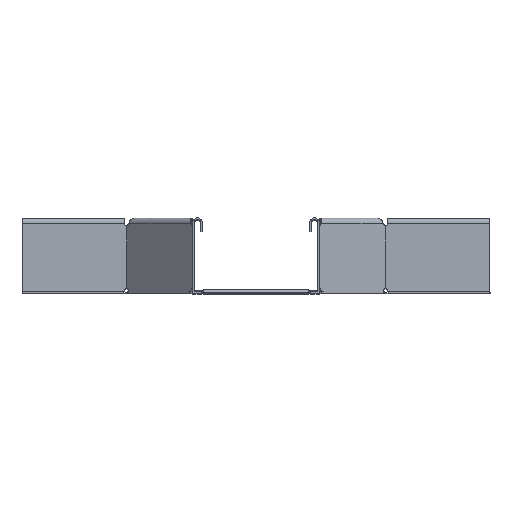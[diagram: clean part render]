
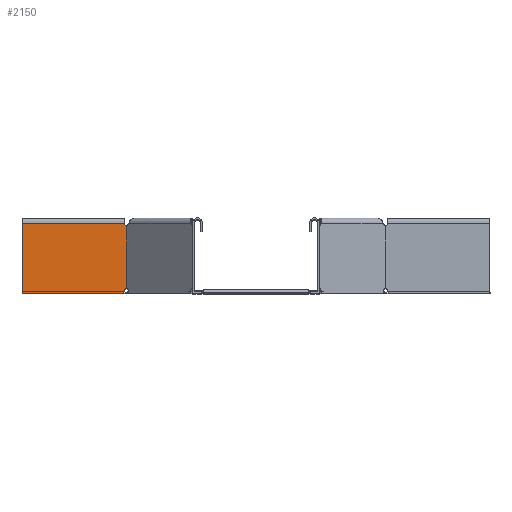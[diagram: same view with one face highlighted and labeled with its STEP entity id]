
A CAD part, top view. The second image highlights one B-rep face of the part: STEP entity #2150.
In plain terms, the highlighted face is planar.
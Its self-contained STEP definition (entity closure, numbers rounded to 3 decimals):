
#30 = FACE_OUTER_BOUND ( 'NONE', #1777, .T. ) ;
#47 = CARTESIAN_POINT ( 'NONE',  ( -16.639, 0.772, -151.577 ) ) ;
#223 = EDGE_CURVE ( 'NONE', #3104, #1597, #4328, .T. ) ;
#315 = CARTESIAN_POINT ( 'NONE',  ( -16.367, 1.573, -151.305 ) ) ;
#321 = CARTESIAN_POINT ( 'NONE',  ( -15., 0., -149.938 ) ) ;
#428 = ORIENTED_EDGE ( 'NONE', *, *, #1276, .F. ) ;
#463 = CARTESIAN_POINT ( 'NONE',  ( -70.994, 1.75, -205.932 ) ) ;
#517 = CARTESIAN_POINT ( 'NONE',  ( -16.742, 0.385, -151.68 ) ) ;
#519 = CARTESIAN_POINT ( 'NONE',  ( -15.146, 3.716, -150.084 ) ) ;
#525 = CARTESIAN_POINT ( 'NONE',  ( -15.122, 51.276, -150.061 ) ) ;
#550 = CARTESIAN_POINT ( 'NONE',  ( -16.612, 0.862, -151.55 ) ) ;
#558 = CARTESIAN_POINT ( 'NONE',  ( -15.146, 51.284, -150.084 ) ) ;
#676 = DIRECTION ( 'NONE',  ( 0., -1., 0. ) ) ;
#914 = CARTESIAN_POINT ( 'NONE',  ( -16.299, 1.75, -151.237 ) ) ;
#929 = VERTEX_POINT ( 'NONE', #5996 ) ;
#941 = ORIENTED_EDGE ( 'NONE', *, *, #1741, .F. ) ;
#948 = LINE ( 'NONE', #2986, #4594 ) ;
#1021 = CARTESIAN_POINT ( 'NONE',  ( -16.822, 0., -151.76 ) ) ;
#1052 = CARTESIAN_POINT ( 'NONE',  ( -16.481, 1.26, -151.419 ) ) ;
#1060 = VECTOR ( 'NONE', #3512, 1000. ) ;
#1137 = LINE ( 'NONE', #5533, #4792 ) ;
#1214 = CARTESIAN_POINT ( 'NONE',  ( -16.458, 1.325, -151.396 ) ) ;
#1276 = EDGE_CURVE ( 'NONE', #3787, #1597, #2479, .T. ) ;
#1281 = B_SPLINE_CURVE_WITH_KNOTS ( 'NONE', 3,
 ( #3561, #4445, #3948, #3504 ),
 .UNSPECIFIED., .F., .F.,
 ( 4, 4 ),
 ( 0., 1. ),
 .UNSPECIFIED. ) ;
#1285 = ORIENTED_EDGE ( 'NONE', *, *, #4584, .T. ) ;
#1416 = DIRECTION ( 'NONE',  ( 0.707, 0., -0.707 ) ) ;
#1495 = CARTESIAN_POINT ( 'NONE',  ( -16.623, 0.826, -151.561 ) ) ;
#1496 = ORIENTED_EDGE ( 'NONE', *, *, #1508, .T. ) ;
#1508 = EDGE_CURVE ( 'NONE', #2341, #3104, #1137, .T. ) ;
#1509 = DIRECTION ( 'NONE',  ( 0., -1., 0. ) ) ;
#1570 = LINE ( 'NONE', #4575, #1060 ) ;
#1597 = VERTEX_POINT ( 'NONE', #914 ) ;
#1659 = AXIS2_PLACEMENT_3D ( 'NONE', #2297, #5928, #2736 ) ;
#1741 = EDGE_CURVE ( 'NONE', #2486, #929, #948, .T. ) ;
#1777 = EDGE_LOOP ( 'NONE', ( #428, #4010, #4844, #3427, #3952, #4692, #941, #1285, #1496, #2812 ) ) ;
#1972 = CARTESIAN_POINT ( 'NONE',  ( -16.606, 0.882, -151.544 ) ) ;
#2011 = CARTESIAN_POINT ( 'NONE',  ( -15.031, 51.25, -149.969 ) ) ;
#2064 = AXIS2_PLACEMENT_3D ( 'NONE', #4391, #1416, #1509 ) ;
#2150 = ADVANCED_FACE ( 'NONE', ( #30 ), #3956, .F. ) ;
#2205 = CARTESIAN_POINT ( 'NONE',  ( -16.822, 0., -151.76 ) ) ;
#2212 = CARTESIAN_POINT ( 'NONE',  ( -70.994, 0., -205.932 ) ) ;
#2256 = EDGE_CURVE ( 'NONE', #2458, #929, #1570, .T. ) ;
#2297 = CARTESIAN_POINT ( 'NONE',  ( -14.885, 1.75, -149.823 ) ) ;
#2341 = VERTEX_POINT ( 'NONE', #2212 ) ;
#2418 = DIRECTION ( 'NONE',  ( 0., 1., 0. ) ) ;
#2458 = VERTEX_POINT ( 'NONE', #3797 ) ;
#2459 = VECTOR ( 'NONE', #676, 1000. ) ;
#2479 = CIRCLE ( 'NONE', #1659, 2. ) ;
#2486 = VERTEX_POINT ( 'NONE', #463 ) ;
#2496 = AXIS2_PLACEMENT_3D ( 'NONE', #3206, #2794, #3297 ) ;
#2515 = CARTESIAN_POINT ( 'NONE',  ( -16.463, 1.309, -151.401 ) ) ;
#2605 = DIRECTION ( 'NONE',  ( 0.707, 0., 0.707 ) ) ;
#2736 = DIRECTION ( 'NONE',  ( 0., -1., 0. ) ) ;
#2794 = DIRECTION ( 'NONE',  ( -0.707, 0., 0.707 ) ) ;
#2812 = ORIENTED_EDGE ( 'NONE', *, *, #223, .T. ) ;
#2883 = CARTESIAN_POINT ( 'NONE',  ( -15., 3.75, -149.938 ) ) ;
#2916 = EDGE_CURVE ( 'NONE', #4710, #4947, #5769, .T. ) ;
#2920 = CARTESIAN_POINT ( 'NONE',  ( -15.135, 51.28, -150.073 ) ) ;
#2954 = VERTEX_POINT ( 'NONE', #2883 ) ;
#2986 = CARTESIAN_POINT ( 'NONE',  ( -70.994, 0., -205.932 ) ) ;
#2999 = CARTESIAN_POINT ( 'NONE',  ( -16.469, 1.294, -151.407 ) ) ;
#3104 = VERTEX_POINT ( 'NONE', #2205 ) ;
#3206 = CARTESIAN_POINT ( 'NONE',  ( -14.885, 53.25, -149.823 ) ) ;
#3296 = EDGE_CURVE ( 'NONE', #2458, #4710, #4404, .T. ) ;
#3297 = DIRECTION ( 'NONE',  ( 0., 1., 0. ) ) ;
#3383 = CARTESIAN_POINT ( 'NONE',  ( -15.075, 51.262, -150.013 ) ) ;
#3427 = ORIENTED_EDGE ( 'NONE', *, *, #2916, .F. ) ;
#3436 = CARTESIAN_POINT ( 'NONE',  ( -16.548, 1.066, -151.486 ) ) ;
#3460 = CARTESIAN_POINT ( 'NONE',  ( -16.504, 1.194, -151.442 ) ) ;
#3504 = CARTESIAN_POINT ( 'NONE',  ( -15., 3.75, -149.938 ) ) ;
#3512 = DIRECTION ( 'NONE',  ( -0.707, 0., -0.707 ) ) ;
#3561 = CARTESIAN_POINT ( 'NONE',  ( -15.146, 3.716, -150.084 ) ) ;
#3622 = CARTESIAN_POINT ( 'NONE',  ( -16.419, 1.433, -151.357 ) ) ;
#3787 = VERTEX_POINT ( 'NONE', #519 ) ;
#3797 = CARTESIAN_POINT ( 'NONE',  ( -16.299, 53.25, -151.237 ) ) ;
#3948 = CARTESIAN_POINT ( 'NONE',  ( -15.035, 3.75, -149.973 ) ) ;
#3952 = ORIENTED_EDGE ( 'NONE', *, *, #3296, .F. ) ;
#3956 = PLANE ( 'NONE',  #2064 ) ;
#3968 = VECTOR ( 'NONE', #5772, 1000. ) ;
#4010 = ORIENTED_EDGE ( 'NONE', *, *, #5723, .T. ) ;
#4324 = LINE ( 'NONE', #4703, #3968 ) ;
#4328 = B_SPLINE_CURVE_WITH_KNOTS ( 'NONE', 3,
 ( #1021, #4853, #517, #4885, #47, #1495, #550, #1972, #5830, #3436, #3460, #1052, #2999, #2515, #5889, #1214, #3622, #315, #5072 ),
 .UNSPECIFIED., .F., .F.,
 ( 4, 1, 1, 1, 2, 2, 1, 1, 1, 1, 2, 2, 4 ),
 ( 0., 0.25, 0.375, 0.438, 0.469, 0.5, 0.625, 0.688, 0.719, 0.734, 0.742, 0.75, 1. ),
 .UNSPECIFIED. ) ;
#4391 = CARTESIAN_POINT ( 'NONE',  ( 10.129, 0., -124.809 ) ) ;
#4404 = CIRCLE ( 'NONE', #2496, 2. ) ;
#4441 = CARTESIAN_POINT ( 'NONE',  ( -15.146, 51.284, -150.084 ) ) ;
#4445 = CARTESIAN_POINT ( 'NONE',  ( -15.084, 3.739, -150.022 ) ) ;
#4575 = CARTESIAN_POINT ( 'NONE',  ( 10.129, 53.25, -124.809 ) ) ;
#4584 = EDGE_CURVE ( 'NONE', #2486, #2341, #4324, .T. ) ;
#4594 = VECTOR ( 'NONE', #2418, 1000. ) ;
#4692 = ORIENTED_EDGE ( 'NONE', *, *, #2256, .T. ) ;
#4703 = CARTESIAN_POINT ( 'NONE',  ( -70.994, 1.75, -205.932 ) ) ;
#4710 = VERTEX_POINT ( 'NONE', #4441 ) ;
#4721 = EDGE_CURVE ( 'NONE', #4947, #2954, #5542, .T. ) ;
#4792 = VECTOR ( 'NONE', #2605, 1000. ) ;
#4844 = ORIENTED_EDGE ( 'NONE', *, *, #4721, .F. ) ;
#4853 = CARTESIAN_POINT ( 'NONE',  ( -16.792, 0.156, -151.73 ) ) ;
#4881 = CARTESIAN_POINT ( 'NONE',  ( -15., 51.25, -149.938 ) ) ;
#4885 = CARTESIAN_POINT ( 'NONE',  ( -16.675, 0.644, -151.613 ) ) ;
#4947 = VERTEX_POINT ( 'NONE', #4881 ) ;
#5072 = CARTESIAN_POINT ( 'NONE',  ( -16.299, 1.75, -151.237 ) ) ;
#5304 = CARTESIAN_POINT ( 'NONE',  ( -15.095, 51.267, -150.033 ) ) ;
#5533 = CARTESIAN_POINT ( 'NONE',  ( 10.129, 0., -124.809 ) ) ;
#5542 = LINE ( 'NONE', #321, #2459 ) ;
#5723 = EDGE_CURVE ( 'NONE', #3787, #2954, #1281, .T. ) ;
#5769 = B_SPLINE_CURVE_WITH_KNOTS ( 'NONE', 3,
 ( #558, #2920, #525, #5807, #5304, #5775, #6083, #3383, #5865, #2011, #6221 ),
 .UNSPECIFIED., .F., .F.,
 ( 4, 2, 1, 2, 2, 4 ),
 ( 0., 0.25, 0.375, 0.438, 0.5, 1. ),
 .UNSPECIFIED. ) ;
#5772 = DIRECTION ( 'NONE',  ( 0., -1., 0. ) ) ;
#5775 = CARTESIAN_POINT ( 'NONE',  ( -15.086, 51.264, -150.024 ) ) ;
#5807 = CARTESIAN_POINT ( 'NONE',  ( -15.104, 51.27, -150.042 ) ) ;
#5830 = CARTESIAN_POINT ( 'NONE',  ( -16.581, 0.963, -151.519 ) ) ;
#5865 = CARTESIAN_POINT ( 'NONE',  ( -15.06, 51.258, -149.998 ) ) ;
#5889 = CARTESIAN_POINT ( 'NONE',  ( -16.46, 1.318, -151.398 ) ) ;
#5928 = DIRECTION ( 'NONE',  ( -0.707, 0., 0.707 ) ) ;
#5996 = CARTESIAN_POINT ( 'NONE',  ( -70.994, 53.25, -205.932 ) ) ;
#6083 = CARTESIAN_POINT ( 'NONE',  ( -15.08, 51.263, -150.018 ) ) ;
#6221 = CARTESIAN_POINT ( 'NONE',  ( -15., 51.25, -149.938 ) ) ;
